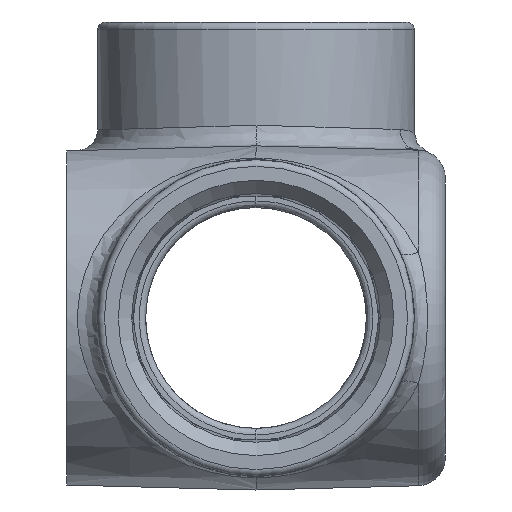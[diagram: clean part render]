
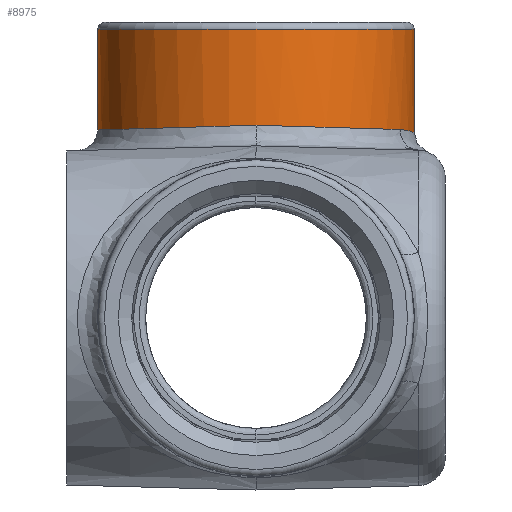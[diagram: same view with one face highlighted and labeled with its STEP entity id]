
A CAD part, left-side view. The second image highlights one B-rep face of the part: STEP entity #8975.
In plain terms, the highlighted cylindrical face has radius 36.513 mm (diameter 73.025 mm), a full revolution.
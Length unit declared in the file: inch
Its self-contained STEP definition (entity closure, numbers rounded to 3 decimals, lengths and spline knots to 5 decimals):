
#29=CYLINDRICAL_SURFACE('',#9505,1.4375);
#60=ELLIPSE('',#9506,1.43813,1.4375);
#61=ELLIPSE('',#9507,1.43813,1.4375);
#62=ELLIPSE('',#9508,1.43813,1.4375);
#617=B_SPLINE_CURVE_WITH_KNOTS('',3,(#22414,#22415,#22416,#22417,#22418,
#22419,#22420),.UNSPECIFIED.,.F.,.F.,(4,1,1,1,4),(0.,
1.00426,1.50639,2.51065,3.5149),
 .UNSPECIFIED.);
#1322=FACE_OUTER_BOUND('',#1863,.T.);
#1863=EDGE_LOOP('',(#7981,#7982,#7983,#7984,#7985,#7986,#7987,#7988,#7989));
#2626=LINE('',#22411,#3357);
#3357=VECTOR('',#11175,1.4375);
#3533=CIRCLE('',#9498,1.4375);
#3534=CIRCLE('',#9499,1.4375);
#3539=CIRCLE('',#9504,1.4375);
#4343=VERTEX_POINT('',#22392);
#4344=VERTEX_POINT('',#22393);
#4345=VERTEX_POINT('',#22395);
#4349=VERTEX_POINT('',#22406);
#4350=VERTEX_POINT('',#22407);
#4351=VERTEX_POINT('',#22409);
#4352=VERTEX_POINT('',#22412);
#5580=EDGE_CURVE('',#4343,#4344,#3533,.T.);
#5581=EDGE_CURVE('',#4344,#4345,#3534,.T.);
#5586=EDGE_CURVE('',#4345,#4343,#3539,.T.);
#5587=EDGE_CURVE('',#4349,#4350,#60,.T.);
#5588=EDGE_CURVE('',#4351,#4349,#61,.T.);
#5589=EDGE_CURVE('',#4351,#4344,#2626,.T.);
#5590=EDGE_CURVE('',#4352,#4351,#62,.T.);
#5591=EDGE_CURVE('',#4350,#4352,#617,.T.);
#7981=ORIENTED_EDGE('',*,*,#5587,.F.);
#7982=ORIENTED_EDGE('',*,*,#5588,.F.);
#7983=ORIENTED_EDGE('',*,*,#5589,.T.);
#7984=ORIENTED_EDGE('',*,*,#5580,.F.);
#7985=ORIENTED_EDGE('',*,*,#5586,.F.);
#7986=ORIENTED_EDGE('',*,*,#5581,.F.);
#7987=ORIENTED_EDGE('',*,*,#5589,.F.);
#7988=ORIENTED_EDGE('',*,*,#5590,.F.);
#7989=ORIENTED_EDGE('',*,*,#5591,.F.);
#8975=ADVANCED_FACE('',(#1322),#29,.T.);
#9498=AXIS2_PLACEMENT_3D('',#22394,#11155,#11156);
#9499=AXIS2_PLACEMENT_3D('',#22396,#11157,#11158);
#9504=AXIS2_PLACEMENT_3D('',#22404,#11167,#11168);
#9505=AXIS2_PLACEMENT_3D('',#22405,#11169,#11170);
#9506=AXIS2_PLACEMENT_3D('',#22408,#11171,#11172);
#9507=AXIS2_PLACEMENT_3D('',#22410,#11173,#11174);
#9508=AXIS2_PLACEMENT_3D('',#22413,#11176,#11177);
#11155=DIRECTION('center_axis',(0.,0.,1.));
#11156=DIRECTION('ref_axis',(0.,-1.,0.));
#11157=DIRECTION('center_axis',(0.,0.,1.));
#11158=DIRECTION('ref_axis',(0.,-1.,0.));
#11167=DIRECTION('center_axis',(0.,0.,1.));
#11168=DIRECTION('ref_axis',(0.,-1.,0.));
#11169=DIRECTION('center_axis',(0.,0.,-1.));
#11170=DIRECTION('ref_axis',(1.,0.,0.));
#11171=DIRECTION('center_axis',(0.,0.03,
-1.));
#11172=DIRECTION('ref_axis',(0.,-1.,-0.03));
#11173=DIRECTION('center_axis',(0.,-0.03,
-1.));
#11174=DIRECTION('ref_axis',(0.,1.,-0.03));
#11175=DIRECTION('',(0.,0.,1.));
#11176=DIRECTION('center_axis',(0.,0.03,
-1.));
#11177=DIRECTION('ref_axis',(0.,-1.,-0.03));
#22392=CARTESIAN_POINT('',(0.,1.4375,2.62171));
#22393=CARTESIAN_POINT('',(-1.4375,0.,2.62171));
#22394=CARTESIAN_POINT('Origin',(0.,0.,2.62171));
#22395=CARTESIAN_POINT('',(1.4375,0.,2.62171));
#22396=CARTESIAN_POINT('Origin',(0.,0.,2.62171));
#22404=CARTESIAN_POINT('Origin',(0.,0.,2.62171));
#22405=CARTESIAN_POINT('Origin',(0.,0.,2.6875));
#22406=CARTESIAN_POINT('',(1.4375,0.,1.75006));
#22407=CARTESIAN_POINT('',(0.59317,-1.30941,1.7113));
#22408=CARTESIAN_POINT('Origin',(0.,0.,1.75006));
#22409=CARTESIAN_POINT('',(-1.4375,0.,1.75006));
#22410=CARTESIAN_POINT('Origin',(0.,0.,1.75006));
#22411=CARTESIAN_POINT('',(-1.4375,0.,2.6875));
#22412=CARTESIAN_POINT('',(-0.59317,-1.30941,1.7113));
#22413=CARTESIAN_POINT('Origin',(0.,0.,1.75006));
#22414=CARTESIAN_POINT('Ctrl Pts',(0.59317,-1.30941,
1.7113));
#22415=CARTESIAN_POINT('Ctrl Pts',(0.48698,-1.35752,
1.70988));
#22416=CARTESIAN_POINT('Ctrl Pts',(0.31932,-1.41004,
1.69428));
#22417=CARTESIAN_POINT('Ctrl Pts',(0.02968,-1.44549,
1.67896));
#22418=CARTESIAN_POINT('Ctrl Pts',(-0.2635,-1.42762,
1.68825));
#22419=CARTESIAN_POINT('Ctrl Pts',(-0.48698,-1.35752,
1.70988));
#22420=CARTESIAN_POINT('Ctrl Pts',(-0.59317,-1.30941,
1.7113));
